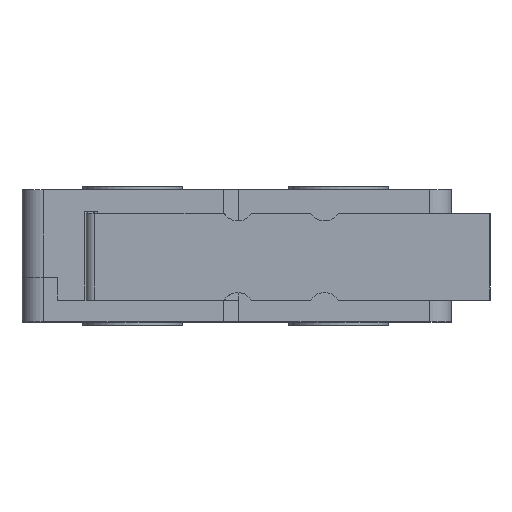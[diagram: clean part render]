
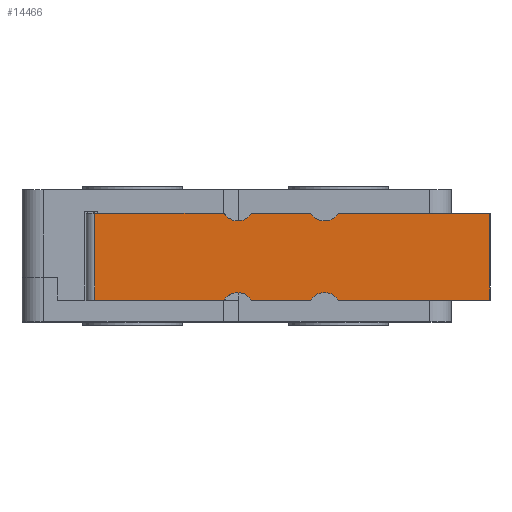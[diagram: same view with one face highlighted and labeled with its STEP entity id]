
A CAD part, top view. The second image highlights one B-rep face of the part: STEP entity #14466.
In plain terms, the highlighted planar face has unit normal (-0.026, 0, 1).
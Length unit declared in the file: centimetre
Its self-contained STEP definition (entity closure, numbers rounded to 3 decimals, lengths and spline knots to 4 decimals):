
#806=CIRCLE('',#15272,0.075);
#809=CIRCLE('',#15276,0.075);
#811=CIRCLE('',#15279,0.075);
#812=CIRCLE('',#15281,0.075);
#972=FACE_OUTER_BOUND('',#1773,.T.);
#1773=EDGE_LOOP('',(#9638,#9639,#9640,#9641,#9642,#9643,#9644,#9645,#9646,
#9647,#9648,#9649));
#2655=LINE('',#18956,#4280);
#2656=LINE('',#18959,#4281);
#2668=LINE('',#18979,#4293);
#2670=LINE('',#18985,#4295);
#2672=LINE('',#18990,#4297);
#2678=LINE('',#19001,#4303);
#2679=LINE('',#19002,#4304);
#2680=LINE('',#19003,#4305);
#4280=VECTOR('',#16004,1.);
#4281=VECTOR('',#16007,1.);
#4293=VECTOR('',#16023,1.);
#4295=VECTOR('',#16029,1.);
#4297=VECTOR('',#16035,1.);
#4303=VECTOR('',#16049,1.);
#4304=VECTOR('',#16050,1.);
#4305=VECTOR('',#16051,1.);
#5889=VERTEX_POINT('',#18911);
#5891=VERTEX_POINT('',#18914);
#5894=VERTEX_POINT('',#18921);
#5896=VERTEX_POINT('',#18925);
#5898=VERTEX_POINT('',#18930);
#5900=VERTEX_POINT('',#18934);
#5901=VERTEX_POINT('',#18938);
#5903=VERTEX_POINT('',#18941);
#5908=VERTEX_POINT('',#18954);
#5909=VERTEX_POINT('',#18958);
#5915=VERTEX_POINT('',#18977);
#5917=VERTEX_POINT('',#18984);
#7354=EDGE_CURVE('',#5891,#5889,#806,.T.);
#7360=EDGE_CURVE('',#5894,#5896,#809,.T.);
#7364=EDGE_CURVE('',#5898,#5900,#811,.T.);
#7366=EDGE_CURVE('',#5903,#5901,#812,.T.);
#7374=EDGE_CURVE('',#5896,#5908,#2655,.T.);
#7375=EDGE_CURVE('',#5909,#5898,#2656,.T.);
#7387=EDGE_CURVE('',#5901,#5915,#2668,.T.);
#7390=EDGE_CURVE('',#5917,#5891,#2670,.T.);
#7393=EDGE_CURVE('',#5889,#5903,#2672,.T.);
#7399=EDGE_CURVE('',#5909,#5915,#2678,.T.);
#7400=EDGE_CURVE('',#5900,#5894,#2679,.T.);
#7401=EDGE_CURVE('',#5917,#5908,#2680,.T.);
#9638=ORIENTED_EDGE('',*,*,#7354,.T.);
#9639=ORIENTED_EDGE('',*,*,#7393,.T.);
#9640=ORIENTED_EDGE('',*,*,#7366,.T.);
#9641=ORIENTED_EDGE('',*,*,#7387,.T.);
#9642=ORIENTED_EDGE('',*,*,#7399,.F.);
#9643=ORIENTED_EDGE('',*,*,#7375,.T.);
#9644=ORIENTED_EDGE('',*,*,#7364,.T.);
#9645=ORIENTED_EDGE('',*,*,#7400,.T.);
#9646=ORIENTED_EDGE('',*,*,#7360,.T.);
#9647=ORIENTED_EDGE('',*,*,#7374,.T.);
#9648=ORIENTED_EDGE('',*,*,#7401,.F.);
#9649=ORIENTED_EDGE('',*,*,#7390,.T.);
#13955=PLANE('',#15296);
#14466=ADVANCED_FACE('',(#972),#13955,.T.);
#15272=AXIS2_PLACEMENT_3D('',#18915,#15966,#15967);
#15276=AXIS2_PLACEMENT_3D('',#18927,#15977,#15978);
#15279=AXIS2_PLACEMENT_3D('',#18936,#15985,#15986);
#15281=AXIS2_PLACEMENT_3D('',#18942,#15990,#15991);
#15296=AXIS2_PLACEMENT_3D('',#19000,#16047,#16048);
#15966=DIRECTION('center_axis',(0.026,0.,
-1.));
#15967=DIRECTION('ref_axis',(-1.,0.,-0.026));
#15977=DIRECTION('center_axis',(0.026,0.,
-1.));
#15978=DIRECTION('ref_axis',(-1.,0.,-0.026));
#15985=DIRECTION('center_axis',(0.026,0.,
-1.));
#15986=DIRECTION('ref_axis',(-1.,0.,-0.026));
#15990=DIRECTION('center_axis',(0.026,0.,
-1.));
#15991=DIRECTION('ref_axis',(-1.,0.,-0.026));
#16004=DIRECTION('',(-1.,0.,-0.026));
#16007=DIRECTION('',(-1.,0.,-0.026));
#16023=DIRECTION('',(1.,0.,0.026));
#16029=DIRECTION('',(1.,0.,0.026));
#16035=DIRECTION('',(1.,0.,0.026));
#16047=DIRECTION('center_axis',(-0.026,0.,
1.));
#16048=DIRECTION('ref_axis',(1.,0.,0.026));
#16049=DIRECTION('',(0.,-1.,0.));
#16050=DIRECTION('',(-1.,0.,-0.026));
#16051=DIRECTION('',(0.,1.,0.));
#18911=CARTESIAN_POINT('',(0.5491,-0.51,0.8692));
#18914=CARTESIAN_POINT('',(0.4223,-0.51,0.8659));
#18915=CARTESIAN_POINT('Origin',(0.4857,-0.55,0.8676));
#18921=CARTESIAN_POINT('',(0.5491,-0.11,0.8692));
#18925=CARTESIAN_POINT('',(0.4223,-0.11,0.8659));
#18927=CARTESIAN_POINT('Origin',(0.4857,-0.07,
0.8676));
#18930=CARTESIAN_POINT('',(0.949,-0.11,0.8797));
#18934=CARTESIAN_POINT('',(0.8222,-0.11,0.8764));
#18936=CARTESIAN_POINT('Origin',(0.8856,-0.07,
0.8781));
#18938=CARTESIAN_POINT('',(0.949,-0.51,0.8797));
#18941=CARTESIAN_POINT('',(0.8222,-0.51,0.8764));
#18942=CARTESIAN_POINT('Origin',(0.8856,-0.55,0.8781));
#18954=CARTESIAN_POINT('',(-0.1741,-0.11,0.8503));
#18956=CARTESIAN_POINT('',(-0.1741,-0.11,0.8503));
#18958=CARTESIAN_POINT('',(1.6483,-0.11,0.898));
#18959=CARTESIAN_POINT('',(-0.1741,-0.11,0.8503));
#18977=CARTESIAN_POINT('',(1.6483,-0.51,0.898));
#18979=CARTESIAN_POINT('',(-0.1741,-0.51,0.8503));
#18984=CARTESIAN_POINT('',(-0.1741,-0.51,0.8503));
#18985=CARTESIAN_POINT('',(-0.1741,-0.51,0.8503));
#18990=CARTESIAN_POINT('',(-0.1741,-0.51,0.8503));
#19000=CARTESIAN_POINT('Origin',(1.6483,-0.31,0.898));
#19001=CARTESIAN_POINT('',(1.6483,-0.31,0.898));
#19002=CARTESIAN_POINT('',(-0.1741,-0.11,0.8503));
#19003=CARTESIAN_POINT('',(-0.1741,-0.31,0.8503));
